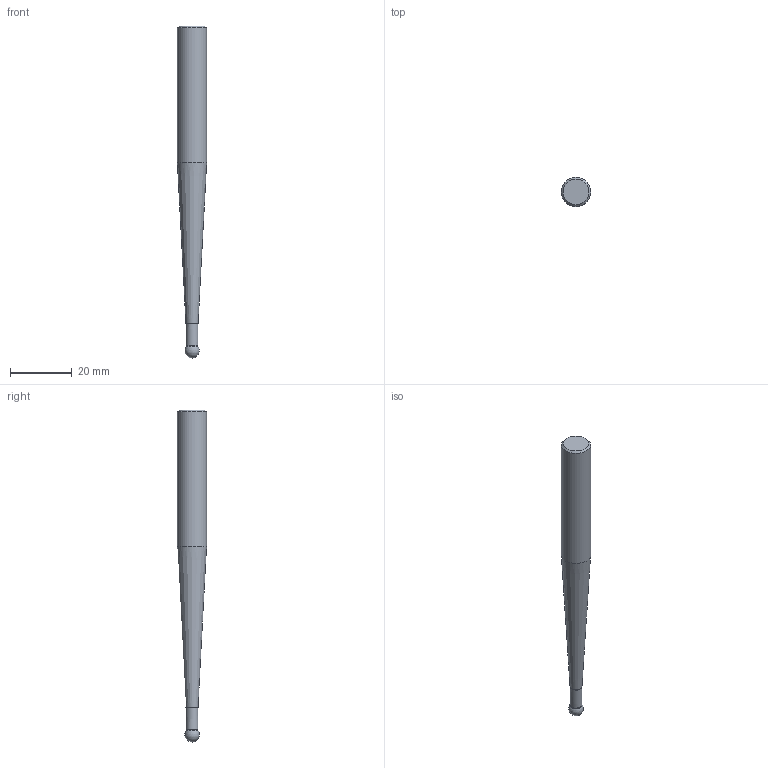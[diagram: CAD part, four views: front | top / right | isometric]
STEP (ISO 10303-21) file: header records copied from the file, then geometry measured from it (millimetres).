
FILE_DESCRIPTION(/* description */ (''),/* implementation_level */ '2;1');
FILE_NAME(/* name */ 'TOOL.STP',/* time_stamp */ '2024-08-27T12:52:37+02:00',/* author */ (''),/* organization */ ('SMS'),/* preprocessor_version */ 'ST-DEVELOPER v16.7',/* originating_system */ 'SIEMENS PLM Software NX 12.0',/* authorisation */ '');
FILE_SCHEMA (('AUTOMOTIVE_DESIGN { 1 0 10303 214 3 1 1 1 }'));
Length unit declared in the file: millimetre
Products named in the file (1): Tool
Bounding box: 9.53 x 9.53 x 107.95 mm (x, y, z)
Volume: 5261.1 mm3; surface area: 2666.5 mm2
Topology: 2 solids, 2 shells, 11 faces, 22 edges, 17 vertices
Faces by surface type: cylinder 3, plane 3, cone 2, torus 2, sphere 1
Full cylindrical faces by diameter (mm): 3.901 x2, 9.525 x1
Entity records: 335 total; most frequent: CARTESIAN_POINT 87, DIRECTION 44, AXIS2_PLACEMENT_3D 22, EDGE_LOOP 18, ORIENTED_EDGE 18, FACE_BOUND 16, ADVANCED_FACE 11, VERTEX_POINT 10
